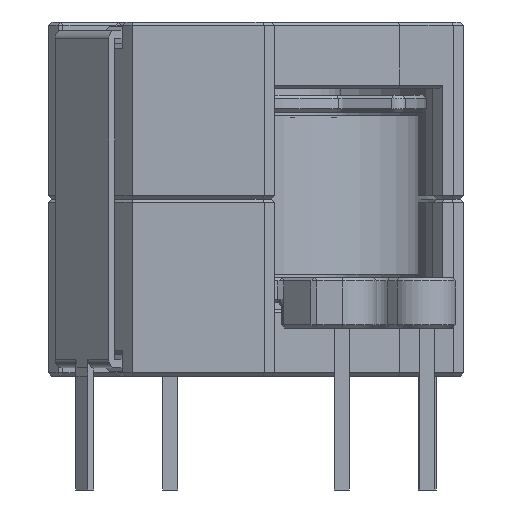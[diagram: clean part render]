
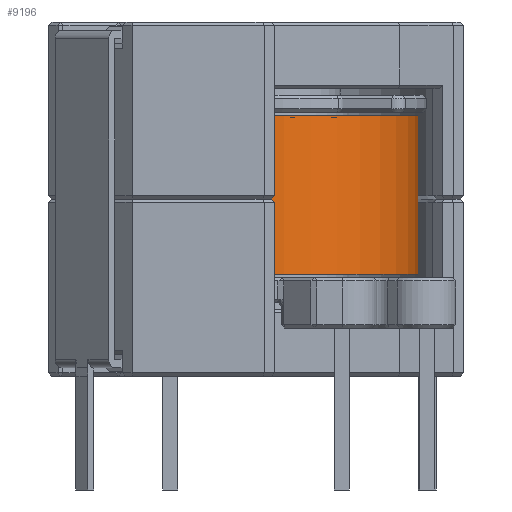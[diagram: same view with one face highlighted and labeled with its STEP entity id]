
A CAD part, front view. The second image highlights one B-rep face of the part: STEP entity #9196.
In plain terms, the highlighted cylindrical face has radius 4.798 mm (diameter 9.595 mm), a full revolution.
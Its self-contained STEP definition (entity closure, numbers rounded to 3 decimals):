
#61=CYLINDRICAL_SURFACE('',#9726,4.798);
#109=CIRCLE('',#9722,4.798);
#110=CIRCLE('',#9724,4.798);
#181=FACE_BOUND('',#1501,.T.);
#973=FACE_OUTER_BOUND('',#1500,.T.);
#1500=EDGE_LOOP('',(#7635));
#1501=EDGE_LOOP('',(#7636));
#4471=VERTEX_POINT('',#14728);
#4472=VERTEX_POINT('',#14731);
#5550=EDGE_CURVE('',#4471,#4471,#109,.T.);
#5551=EDGE_CURVE('',#4472,#4472,#110,.T.);
#7635=ORIENTED_EDGE('',*,*,#5551,.F.);
#7636=ORIENTED_EDGE('',*,*,#5550,.F.);
#9196=ADVANCED_FACE('',(#973,#181),#61,.T.);
#9722=AXIS2_PLACEMENT_3D('',#14729,#11499,#11500);
#9724=AXIS2_PLACEMENT_3D('',#14732,#11503,#11504);
#9726=AXIS2_PLACEMENT_3D('',#14735,#11507,#11508);
#11499=DIRECTION('center_axis',(0.,0.,1.));
#11500=DIRECTION('ref_axis',(-1.,0.,0.));
#11503=DIRECTION('center_axis',(0.,0.,-1.));
#11504=DIRECTION('ref_axis',(-1.,0.,0.));
#11507=DIRECTION('center_axis',(0.,0.,1.));
#11508=DIRECTION('ref_axis',(-1.,0.,0.));
#14728=CARTESIAN_POINT('',(4.798,0.,7.725));
#14729=CARTESIAN_POINT('Origin',(0.,0.,7.725));
#14731=CARTESIAN_POINT('',(4.798,0.,3.025));
#14732=CARTESIAN_POINT('Origin',(0.,0.,3.025));
#14735=CARTESIAN_POINT('Origin',(0.,0.,5.375));
